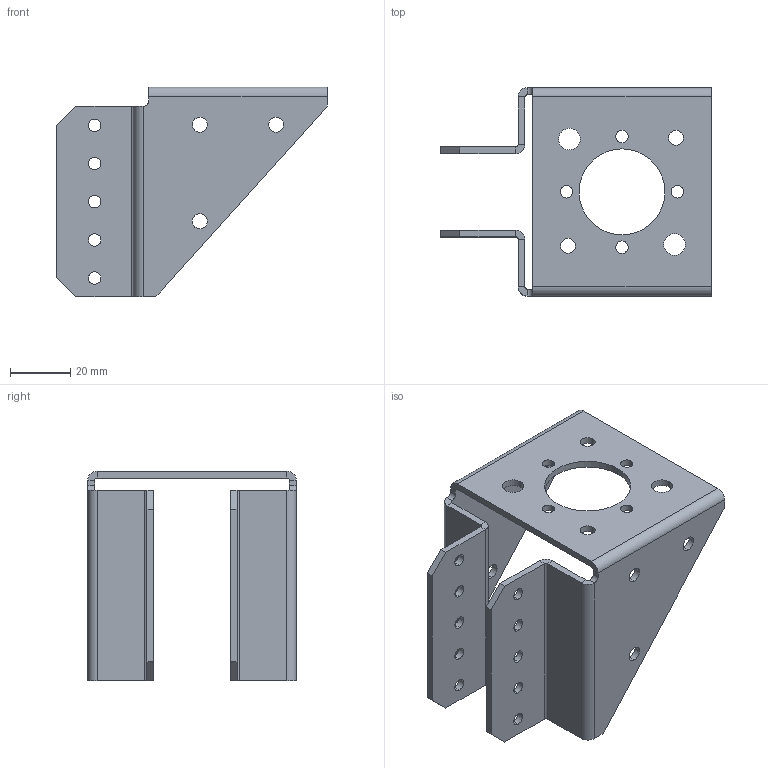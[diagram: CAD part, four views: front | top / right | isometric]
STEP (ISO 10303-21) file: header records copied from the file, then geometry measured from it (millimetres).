
FILE_DESCRIPTION (( 'STEP AP214' ), '1' );
FILE_NAME ('217-4178 20180201.STEP', '2018-02-01T16:50:15', ( '' ), ( '' ), 'SwSTEP 2.0', 'SolidWorks 2017', '' );
FILE_SCHEMA (( 'AUTOMOTIVE_DESIGN' ));
Length unit declared in the file: inch
Products named in the file (1): 217-4178 20180201
Bounding box: 90.06 x 69.34 x 69.72 mm (x, y, z)
Volume: 30736.2 mm3; surface area: 29345.7 mm2
Topology: 1 solids, 1 shells, 118 faces, 300 edges, 184 vertices
Faces by surface type: cylinder 64, plane 54
Entity records: 3688 total; most frequent: DIRECTION 666, CARTESIAN_POINT 603, ORIENTED_EDGE 600, EDGE_CURVE 300, AXIS2_PLACEMENT_3D 247, VERTEX_POINT 184, LINE 172, VECTOR 172
